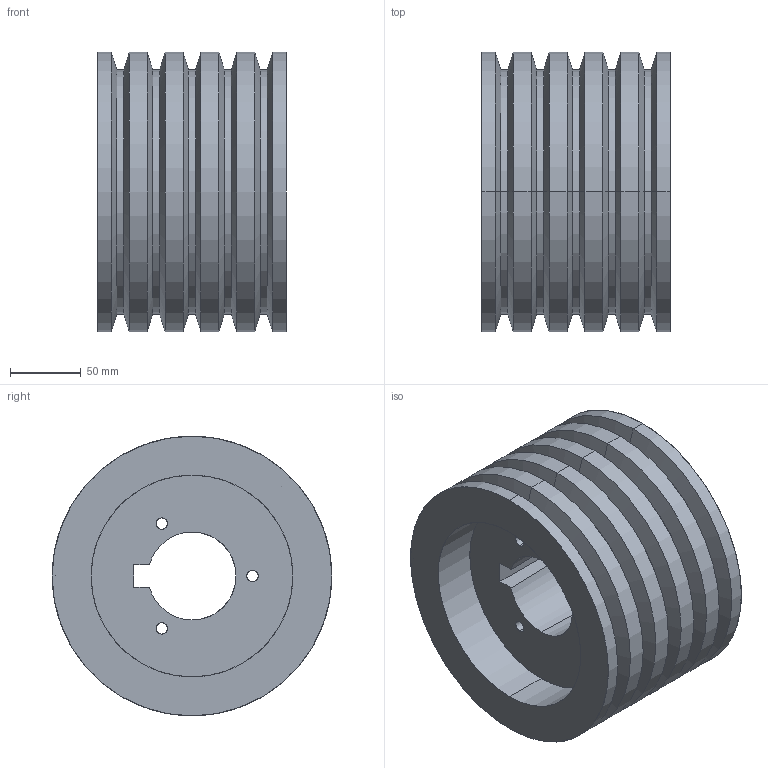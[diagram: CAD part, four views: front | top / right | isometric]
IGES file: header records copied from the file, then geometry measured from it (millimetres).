
Start section: SolidWorks IGES file using analytic representation for surfaces
Global section: file name: 5T5TC740725644278450.igs; native system: SolidWorks 2017; preprocessor: SolidWorks 2017; author: partstream; date: 170725.064437; units: inch
Bounding box: 133.35 x 198.12 x 198.12 mm (x, y, z)
Surface area: 237393.7 mm2 (no closed solid volume)
Topology: 0 solids, 0 shells, 109 faces, 1330 edges, 1330 vertices
Faces by surface type: revolution 61, bspline 48
